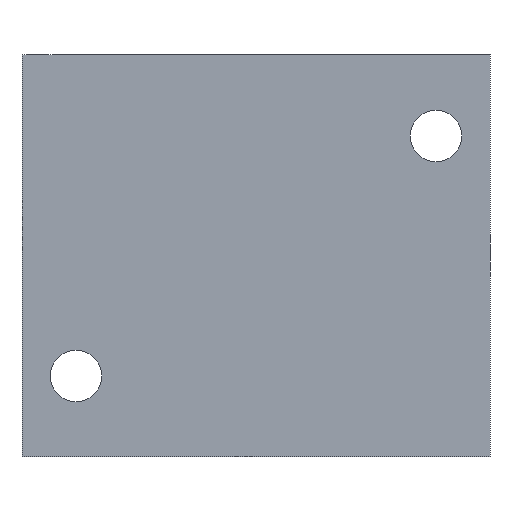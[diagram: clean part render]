
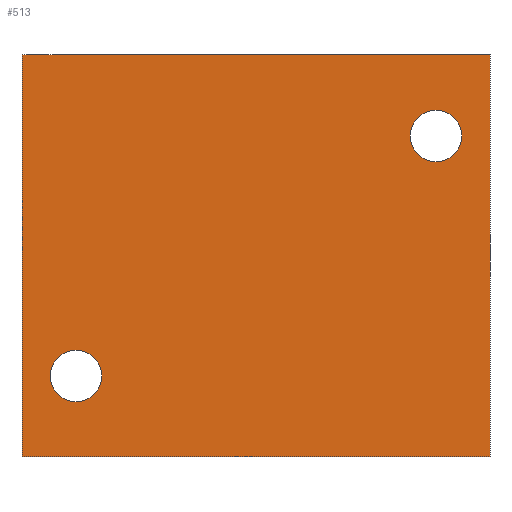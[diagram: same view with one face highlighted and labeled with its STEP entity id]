
A CAD part, front view. The second image highlights one B-rep face of the part: STEP entity #513.
In plain terms, the highlighted planar face has unit normal (0, -1, 0).
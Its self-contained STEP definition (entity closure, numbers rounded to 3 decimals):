
#6 = ORIENTED_EDGE ( 'NONE', *, *, #1106, .F. ) ;
#40 = DIRECTION ( 'NONE',  ( 0., -1., 0. ) ) ;
#85 = AXIS2_PLACEMENT_3D ( 'NONE', #364, #1195, #1418 ) ;
#106 = FACE_BOUND ( 'NONE', #332, .T. ) ;
#109 = DIRECTION ( 'NONE',  ( 0., 0., -1. ) ) ;
#136 = DIRECTION ( 'NONE',  ( 1., 0., 0. ) ) ;
#139 = CARTESIAN_POINT ( 'NONE',  ( -39., -30., 33.5 ) ) ;
#144 = CARTESIAN_POINT ( 'NONE',  ( 30., -30., 24.3 ) ) ;
#193 = EDGE_CURVE ( 'NONE', #645, #691, #706, .T. ) ;
#267 = CARTESIAN_POINT ( 'NONE',  ( -39., -30., -33.5 ) ) ;
#316 = CARTESIAN_POINT ( 'NONE',  ( -30., -30., -15.7 ) ) ;
#318 = VERTEX_POINT ( 'NONE', #1321 ) ;
#326 = VERTEX_POINT ( 'NONE', #144 ) ;
#332 = EDGE_LOOP ( 'NONE', ( #1096, #6 ) ) ;
#336 = EDGE_CURVE ( 'NONE', #748, #691, #994, .T. ) ;
#364 = CARTESIAN_POINT ( 'NONE',  ( -39., -30., 33.5 ) ) ;
#370 = VECTOR ( 'NONE', #1026, 1000. ) ;
#373 = AXIS2_PLACEMENT_3D ( 'NONE', #1358, #1455, #1231 ) ;
#432 = LINE ( 'NONE', #1375, #370 ) ;
#442 = AXIS2_PLACEMENT_3D ( 'NONE', #1248, #40, #512 ) ;
#453 = PLANE ( 'NONE',  #85 ) ;
#473 = FACE_BOUND ( 'NONE', #883, .T. ) ;
#477 = ORIENTED_EDGE ( 'NONE', *, *, #1077, .F. ) ;
#487 = VERTEX_POINT ( 'NONE', #958 ) ;
#491 = AXIS2_PLACEMENT_3D ( 'NONE', #1356, #894, #1485 ) ;
#512 = DIRECTION ( 'NONE',  ( 0., 0., -1. ) ) ;
#513 = ADVANCED_FACE ( 'NONE', ( #106, #473, #1074 ), #453, .F. ) ;
#522 = AXIS2_PLACEMENT_3D ( 'NONE', #787, #539, #772 ) ;
#539 = DIRECTION ( 'NONE',  ( 0., -1., 0. ) ) ;
#639 = VECTOR ( 'NONE', #136, 1000. ) ;
#645 = VERTEX_POINT ( 'NONE', #1339 ) ;
#652 = CARTESIAN_POINT ( 'NONE',  ( -39., -30., -33.5 ) ) ;
#660 = EDGE_CURVE ( 'NONE', #487, #748, #746, .T. ) ;
#691 = VERTEX_POINT ( 'NONE', #1349 ) ;
#706 = LINE ( 'NONE', #850, #1238 ) ;
#737 = EDGE_CURVE ( 'NONE', #318, #326, #1075, .T. ) ;
#746 = LINE ( 'NONE', #139, #1386 ) ;
#748 = VERTEX_POINT ( 'NONE', #652 ) ;
#752 = EDGE_CURVE ( 'NONE', #487, #645, #432, .T. ) ;
#772 = DIRECTION ( 'NONE',  ( 0., 0., -1. ) ) ;
#787 = CARTESIAN_POINT ( 'NONE',  ( -30., -30., -20. ) ) ;
#850 = CARTESIAN_POINT ( 'NONE',  ( 39., -30., 33.5 ) ) ;
#883 = EDGE_LOOP ( 'NONE', ( #477, #1403 ) ) ;
#894 = DIRECTION ( 'NONE',  ( 0., -1., 0. ) ) ;
#958 = CARTESIAN_POINT ( 'NONE',  ( -39., -30., 33.5 ) ) ;
#983 = ORIENTED_EDGE ( 'NONE', *, *, #336, .T. ) ;
#994 = LINE ( 'NONE', #267, #639 ) ;
#1003 = DIRECTION ( 'NONE',  ( 0., 0., -1. ) ) ;
#1026 = DIRECTION ( 'NONE',  ( 1., 0., 0. ) ) ;
#1074 = FACE_OUTER_BOUND ( 'NONE', #1408, .T. ) ;
#1075 = CIRCLE ( 'NONE', #491, 4.3 ) ;
#1077 = EDGE_CURVE ( 'NONE', #1163, #1084, #1457, .T. ) ;
#1084 = VERTEX_POINT ( 'NONE', #316 ) ;
#1085 = EDGE_CURVE ( 'NONE', #1084, #1163, #1392, .T. ) ;
#1096 = ORIENTED_EDGE ( 'NONE', *, *, #737, .F. ) ;
#1106 = EDGE_CURVE ( 'NONE', #326, #318, #1130, .T. ) ;
#1130 = CIRCLE ( 'NONE', #442, 4.3 ) ;
#1163 = VERTEX_POINT ( 'NONE', #1394 ) ;
#1195 = DIRECTION ( 'NONE',  ( 0., 1., 0. ) ) ;
#1231 = DIRECTION ( 'NONE',  ( 0., 0., -1. ) ) ;
#1238 = VECTOR ( 'NONE', #109, 1000. ) ;
#1248 = CARTESIAN_POINT ( 'NONE',  ( 30., -30., 20. ) ) ;
#1301 = ORIENTED_EDGE ( 'NONE', *, *, #752, .F. ) ;
#1307 = ORIENTED_EDGE ( 'NONE', *, *, #193, .F. ) ;
#1321 = CARTESIAN_POINT ( 'NONE',  ( 30., -30., 15.7 ) ) ;
#1339 = CARTESIAN_POINT ( 'NONE',  ( 39., -30., 33.5 ) ) ;
#1349 = CARTESIAN_POINT ( 'NONE',  ( 39., -30., -33.5 ) ) ;
#1356 = CARTESIAN_POINT ( 'NONE',  ( 30., -30., 20. ) ) ;
#1358 = CARTESIAN_POINT ( 'NONE',  ( -30., -30., -20. ) ) ;
#1375 = CARTESIAN_POINT ( 'NONE',  ( -39., -30., 33.5 ) ) ;
#1386 = VECTOR ( 'NONE', #1003, 1000. ) ;
#1392 = CIRCLE ( 'NONE', #373, 4.3 ) ;
#1394 = CARTESIAN_POINT ( 'NONE',  ( -30., -30., -24.3 ) ) ;
#1403 = ORIENTED_EDGE ( 'NONE', *, *, #1085, .F. ) ;
#1408 = EDGE_LOOP ( 'NONE', ( #983, #1307, #1301, #1428 ) ) ;
#1418 = DIRECTION ( 'NONE',  ( 0., 0., 1. ) ) ;
#1428 = ORIENTED_EDGE ( 'NONE', *, *, #660, .T. ) ;
#1455 = DIRECTION ( 'NONE',  ( 0., -1., 0. ) ) ;
#1457 = CIRCLE ( 'NONE', #522, 4.3 ) ;
#1485 = DIRECTION ( 'NONE',  ( 0., 0., -1. ) ) ;
